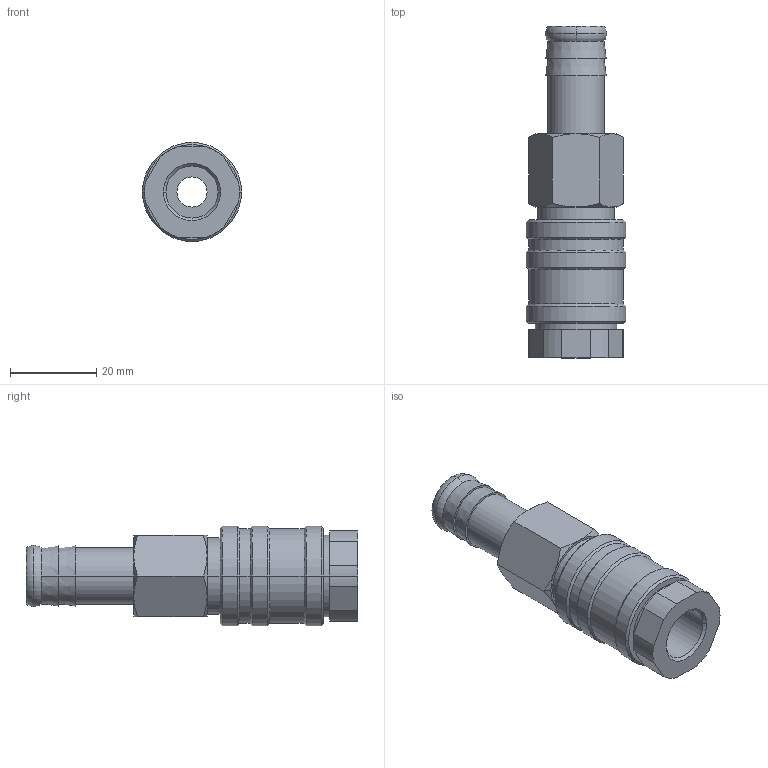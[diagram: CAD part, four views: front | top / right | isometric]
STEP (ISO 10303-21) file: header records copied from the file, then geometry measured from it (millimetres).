
FILE_DESCRIPTION(('STEP AP214'),'1');
FILE_NAME('esi2a_13_t.stp','2020-03-05T09:17:00',('TraceParts'),('TraceParts S.A.'),'Spatial InterOp 3D',' ',' ');
FILE_SCHEMA(('automotive_design'));
Length unit declared in the file: millimetre
Products named in the file (1): 1
Bounding box: 23 x 77 x 23 mm (x, y, z)
Volume: 16988.6 mm3; surface area: 7731 mm2
Topology: 1 solids, 1 shells, 88 faces, 195 edges, 117 vertices
Faces by surface type: cone 34, cylinder 28, plane 22, torus 4
Entity records: 3172 total; most frequent: CARTESIAN_POINT 497, DIRECTION 446, ORIENTED_EDGE 390, EDGE_CURVE 195, AXIS2_PLACEMENT_3D 186, VERTEX_POINT 117, EDGE_LOOP 98, CIRCLE 97
